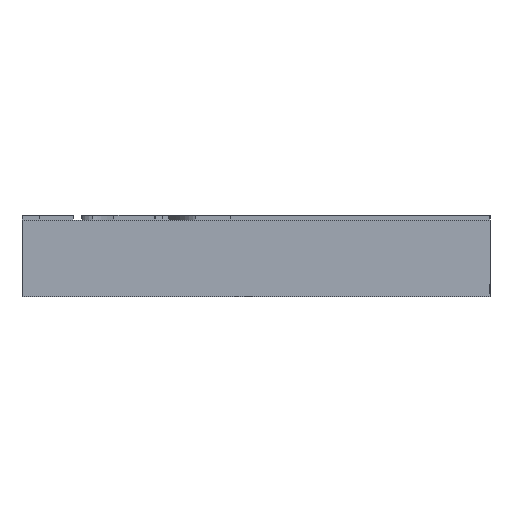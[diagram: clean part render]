
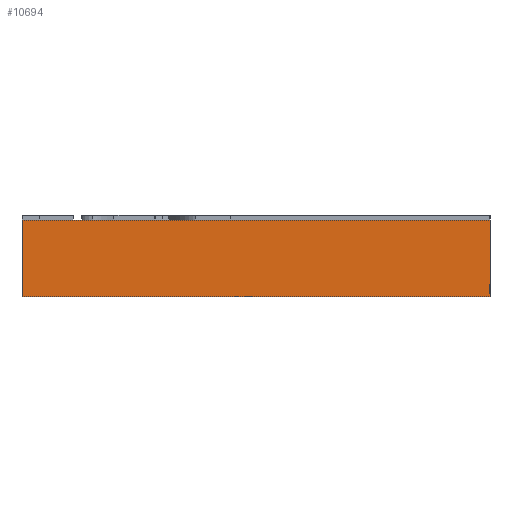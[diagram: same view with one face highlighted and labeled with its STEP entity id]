
A CAD part, front view. The second image highlights one B-rep face of the part: STEP entity #10694.
In plain terms, the highlighted planar face has unit normal (0, -1, 0).
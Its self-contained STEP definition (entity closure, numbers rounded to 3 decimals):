
#274 = EDGE_CURVE ( 'NONE', #16669, #5085, #21020, .T. ) ;
#1043 = VECTOR ( 'NONE', #6391, 1000. ) ;
#2761 = VECTOR ( 'NONE', #12051, 1000. ) ;
#2811 = CARTESIAN_POINT ( 'NONE',  ( 4.9, -64.25, 0.8 ) ) ;
#2958 = VERTEX_POINT ( 'NONE', #20292 ) ;
#5085 = VERTEX_POINT ( 'NONE', #2811 ) ;
#5480 = EDGE_CURVE ( 'NONE', #11703, #2958, #7062, .T. ) ;
#6316 = CARTESIAN_POINT ( 'NONE',  ( -4.9, -64.25, 0.8 ) ) ;
#6391 = DIRECTION ( 'NONE',  ( 0., 0., -1. ) ) ;
#6633 = FACE_OUTER_BOUND ( 'NONE', #17655, .T. ) ;
#6713 = LINE ( 'NONE', #13199, #1043 ) ;
#7062 = LINE ( 'NONE', #20246, #2761 ) ;
#7596 = ORIENTED_EDGE ( 'NONE', *, *, #274, .F. ) ;
#8374 = AXIS2_PLACEMENT_3D ( 'NONE', #6316, #13119, #14808 ) ;
#8411 = CARTESIAN_POINT ( 'NONE',  ( -4.9, -64.25, 0.8 ) ) ;
#9426 = EDGE_CURVE ( 'NONE', #16669, #11703, #10786, .T. ) ;
#9721 = PLANE ( 'NONE',  #8374 ) ;
#10694 = ADVANCED_FACE ( 'NONE', ( #6633 ), #9721, .F. ) ;
#10786 = LINE ( 'NONE', #14353, #13083 ) ;
#11690 = ORIENTED_EDGE ( 'NONE', *, *, #5480, .T. ) ;
#11703 = VERTEX_POINT ( 'NONE', #14306 ) ;
#12051 = DIRECTION ( 'NONE',  ( 1., 0., 0. ) ) ;
#12566 = DIRECTION ( 'NONE',  ( 0., 0., -1. ) ) ;
#12730 = ORIENTED_EDGE ( 'NONE', *, *, #20803, .F. ) ;
#12733 = DIRECTION ( 'NONE',  ( 1., 0., 0. ) ) ;
#13083 = VECTOR ( 'NONE', #12566, 1000. ) ;
#13119 = DIRECTION ( 'NONE',  ( 0., 1., 0. ) ) ;
#13199 = CARTESIAN_POINT ( 'NONE',  ( 4.9, -64.25, 0.8 ) ) ;
#14094 = VECTOR ( 'NONE', #12733, 1000. ) ;
#14306 = CARTESIAN_POINT ( 'NONE',  ( -4.9, -64.25, -0.8 ) ) ;
#14353 = CARTESIAN_POINT ( 'NONE',  ( -4.9, -64.25, 0.8 ) ) ;
#14459 = CARTESIAN_POINT ( 'NONE',  ( -4.9, -64.25, 0.8 ) ) ;
#14808 = DIRECTION ( 'NONE',  ( 0., 0., 1. ) ) ;
#16669 = VERTEX_POINT ( 'NONE', #14459 ) ;
#17655 = EDGE_LOOP ( 'NONE', ( #11690, #12730, #7596, #19612 ) ) ;
#19612 = ORIENTED_EDGE ( 'NONE', *, *, #9426, .T. ) ;
#20246 = CARTESIAN_POINT ( 'NONE',  ( -4.9, -64.25, -0.8 ) ) ;
#20292 = CARTESIAN_POINT ( 'NONE',  ( 4.9, -64.25, -0.8 ) ) ;
#20803 = EDGE_CURVE ( 'NONE', #5085, #2958, #6713, .T. ) ;
#21020 = LINE ( 'NONE', #8411, #14094 ) ;
